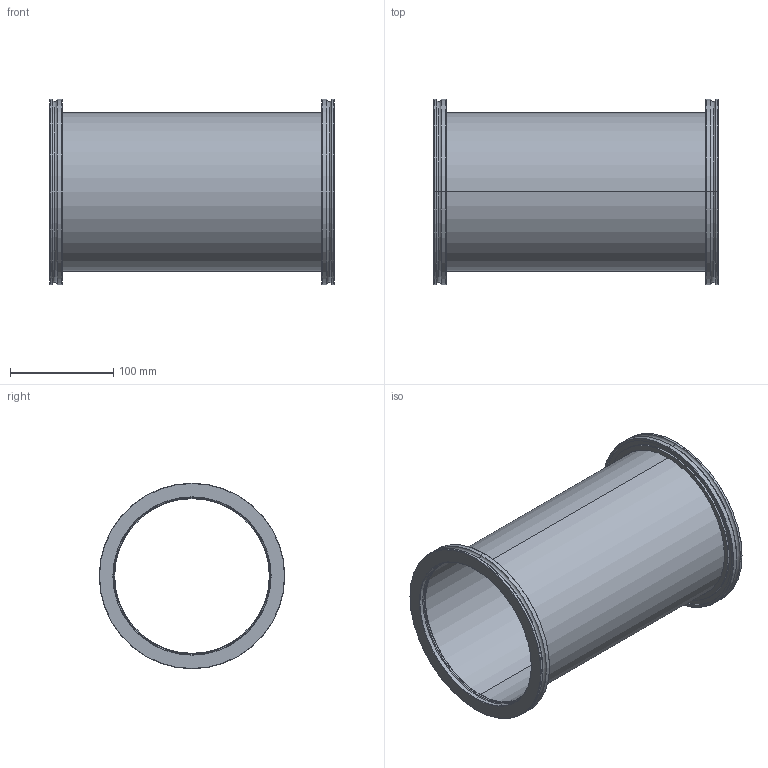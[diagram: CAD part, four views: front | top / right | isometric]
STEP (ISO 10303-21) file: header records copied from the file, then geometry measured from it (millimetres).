
FILE_DESCRIPTION (( 'STEP AP214' ), '1' );
FILE_NAME ('Hositrad_ISO160-154NF.STEP', '2012-10-29T14:25:30', ( '' ), ( '' ), 'SwSTEP 2.0', 'SolidWorks 2012', '' );
FILE_SCHEMA (( 'AUTOMOTIVE_DESIGN' ));
Length unit declared in the file: millimetre
Products named in the file (3): Hositrad_ISO160-154NF; TubeFullNipple-All_Tube154; ISO160-W_Tube154
Assembly tree (3 placements, depth 2):
  Hositrad_ISO160-154NF
    TubeFullNipple-All_Tube154
    ISO160-W_Tube154  x2
Bounding box: 276 x 180 x 180 mm (x, y, z)
Volume: 396486.8 mm3; surface area: 314508.2 mm2
Topology: 3 solids, 3 shells, 74 faces, 148 edges, 88 vertices
Faces by surface type: cylinder 32, cone 16, plane 14, torus 12
Entity records: 1176 total; most frequent: DIRECTION 226, CARTESIAN_POINT 174, ORIENTED_EDGE 160, AXIS2_PLACEMENT_3D 100, EDGE_CURVE 80, CIRCLE 54, VERTEX_POINT 48, EDGE_LOOP 48
